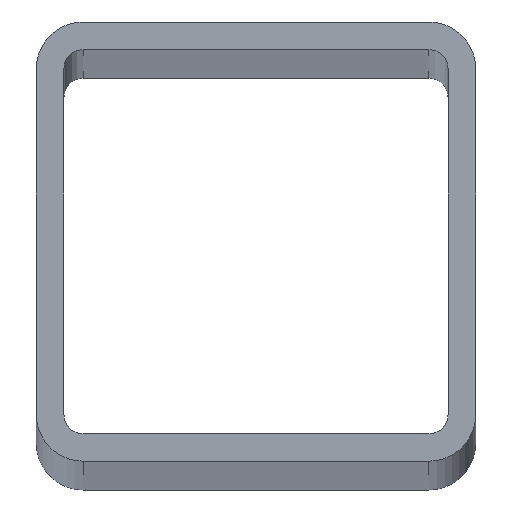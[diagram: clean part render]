
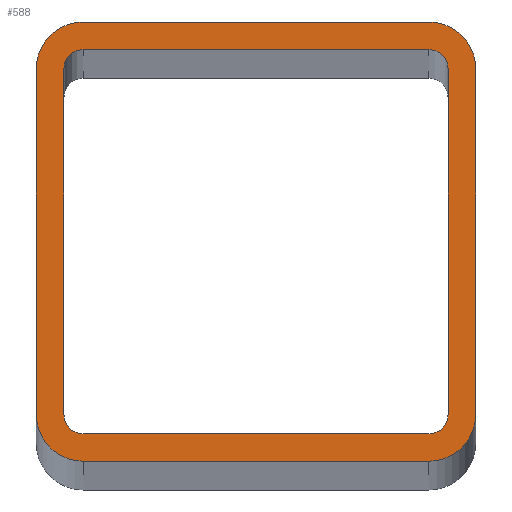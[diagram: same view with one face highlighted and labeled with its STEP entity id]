
A CAD part, top view. The second image highlights one B-rep face of the part: STEP entity #588.
In plain terms, the highlighted planar face has unit normal (0, 0, 1).
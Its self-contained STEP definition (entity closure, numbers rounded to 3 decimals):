
#3 = EDGE_CURVE ( 'NONE', #440, #137, #425, .T. ) ;
#5 = CIRCLE ( 'NONE', #392, 3.5 ) ;
#9 = DIRECTION ( 'NONE',  ( -1., 0., 0. ) ) ;
#18 = LINE ( 'NONE', #334, #66 ) ;
#20 = CIRCLE ( 'NONE', #77, 3.5 ) ;
#22 = ORIENTED_EDGE ( 'NONE', *, *, #285, .T. ) ;
#23 = CARTESIAN_POINT ( 'NONE',  ( -40., 31.5, 3000. ) ) ;
#27 = EDGE_CURVE ( 'NONE', #512, #440, #5, .T. ) ;
#33 = CARTESIAN_POINT ( 'NONE',  ( 31.5, -31.5, 3000. ) ) ;
#39 = VERTEX_POINT ( 'NONE', #206 ) ;
#48 = CARTESIAN_POINT ( 'NONE',  ( -40., -31.5, 3000. ) ) ;
#50 = CARTESIAN_POINT ( 'NONE',  ( -31.5, 31.5, 3000. ) ) ;
#54 = DIRECTION ( 'NONE',  ( 0., 0., 1. ) ) ;
#66 = VECTOR ( 'NONE', #526, 1000. ) ;
#69 = VERTEX_POINT ( 'NONE', #97 ) ;
#72 = EDGE_CURVE ( 'NONE', #305, #162, #533, .T. ) ;
#73 = VERTEX_POINT ( 'NONE', #159 ) ;
#74 = CARTESIAN_POINT ( 'NONE',  ( -31.5, -40., 3000. ) ) ;
#75 = CARTESIAN_POINT ( 'NONE',  ( 31.5, 40., 3000. ) ) ;
#77 = AXIS2_PLACEMENT_3D ( 'NONE', #148, #100, #235 ) ;
#81 = CARTESIAN_POINT ( 'NONE',  ( 35., -31.5, 3000. ) ) ;
#83 = EDGE_CURVE ( 'NONE', #69, #618, #132, .T. ) ;
#97 = CARTESIAN_POINT ( 'NONE',  ( 40., 31.5, 3000. ) ) ;
#99 = ORIENTED_EDGE ( 'NONE', *, *, #3, .F. ) ;
#100 = DIRECTION ( 'NONE',  ( 0., 0., 1. ) ) ;
#101 = CARTESIAN_POINT ( 'NONE',  ( 31.5, 31.5, 3000. ) ) ;
#108 = CARTESIAN_POINT ( 'NONE',  ( 40., 31.5, 3000. ) ) ;
#117 = VERTEX_POINT ( 'NONE', #400 ) ;
#119 = CARTESIAN_POINT ( 'NONE',  ( -35., 31.5, 3000. ) ) ;
#123 = DIRECTION ( 'NONE',  ( -1., 0., 0. ) ) ;
#125 = CARTESIAN_POINT ( 'NONE',  ( -31.5, -31.5, 3000. ) ) ;
#132 = CIRCLE ( 'NONE', #511, 8.5 ) ;
#134 = VECTOR ( 'NONE', #387, 1000. ) ;
#137 = VERTEX_POINT ( 'NONE', #177 ) ;
#140 = EDGE_CURVE ( 'NONE', #162, #301, #356, .T. ) ;
#147 = CARTESIAN_POINT ( 'NONE',  ( 35., 31.5, 3000. ) ) ;
#148 = CARTESIAN_POINT ( 'NONE',  ( 31.5, 31.5, 3000. ) ) ;
#151 = DIRECTION ( 'NONE',  ( 0., -1., 0. ) ) ;
#154 = VERTEX_POINT ( 'NONE', #81 ) ;
#157 = EDGE_LOOP ( 'NONE', ( #22, #242, #283, #436, #197, #431, #485, #587 ) ) ;
#159 = CARTESIAN_POINT ( 'NONE',  ( 40., -31.5, 3000. ) ) ;
#162 = VERTEX_POINT ( 'NONE', #319 ) ;
#164 = CARTESIAN_POINT ( 'NONE',  ( -31.5, 35., 3000. ) ) ;
#166 = FACE_OUTER_BOUND ( 'NONE', #157, .T. ) ;
#167 = ORIENTED_EDGE ( 'NONE', *, *, #246, .F. ) ;
#168 = CARTESIAN_POINT ( 'NONE',  ( -31.5, 35., 3000. ) ) ;
#177 = CARTESIAN_POINT ( 'NONE',  ( -35., -31.5, 3000. ) ) ;
#178 = FACE_BOUND ( 'NONE', #248, .T. ) ;
#181 = ORIENTED_EDGE ( 'NONE', *, *, #494, .F. ) ;
#193 = ORIENTED_EDGE ( 'NONE', *, *, #313, .F. ) ;
#194 = DIRECTION ( 'NONE',  ( 0., 0., 1. ) ) ;
#195 = DIRECTION ( 'NONE',  ( 0., 0., 1. ) ) ;
#197 = ORIENTED_EDGE ( 'NONE', *, *, #349, .T. ) ;
#201 = CARTESIAN_POINT ( 'NONE',  ( -31.5, -31.5, 3000. ) ) ;
#206 = CARTESIAN_POINT ( 'NONE',  ( 31.5, 35., 3000. ) ) ;
#211 = AXIS2_PLACEMENT_3D ( 'NONE', #478, #195, #239 ) ;
#212 = CARTESIAN_POINT ( 'NONE',  ( -31.5, 40., 3000. ) ) ;
#215 = LINE ( 'NONE', #212, #230 ) ;
#217 = DIRECTION ( 'NONE',  ( 0., 0., 1. ) ) ;
#223 = AXIS2_PLACEMENT_3D ( 'NONE', #125, #306, #444 ) ;
#230 = VECTOR ( 'NONE', #393, 1000. ) ;
#235 = DIRECTION ( 'NONE',  ( 1., 0., 0. ) ) ;
#239 = DIRECTION ( 'NONE',  ( 1., 0., 0. ) ) ;
#242 = ORIENTED_EDGE ( 'NONE', *, *, #462, .T. ) ;
#246 = EDGE_CURVE ( 'NONE', #516, #154, #502, .T. ) ;
#248 = EDGE_LOOP ( 'NONE', ( #448, #279, #438, #193, #167, #259, #181, #99 ) ) ;
#249 = LINE ( 'NONE', #23, #315 ) ;
#250 = VERTEX_POINT ( 'NONE', #560 ) ;
#259 = ORIENTED_EDGE ( 'NONE', *, *, #559, .F. ) ;
#260 = LINE ( 'NONE', #168, #134 ) ;
#263 = AXIS2_PLACEMENT_3D ( 'NONE', #611, #194, #9 ) ;
#266 = DIRECTION ( 'NONE',  ( 1., 0., 0. ) ) ;
#275 = CARTESIAN_POINT ( 'NONE',  ( -31.5, -35., 3000. ) ) ;
#279 = ORIENTED_EDGE ( 'NONE', *, *, #424, .F. ) ;
#283 = ORIENTED_EDGE ( 'NONE', *, *, #72, .T. ) ;
#285 = EDGE_CURVE ( 'NONE', #117, #250, #454, .T. ) ;
#286 = DIRECTION ( 'NONE',  ( 1., 0., 0. ) ) ;
#289 = AXIS2_PLACEMENT_3D ( 'NONE', #33, #558, #461 ) ;
#301 = VERTEX_POINT ( 'NONE', #323 ) ;
#305 = VERTEX_POINT ( 'NONE', #48 ) ;
#306 = DIRECTION ( 'NONE',  ( 0., 0., 1. ) ) ;
#308 = EDGE_CURVE ( 'NONE', #602, #39, #20, .T. ) ;
#312 = CIRCLE ( 'NONE', #211, 8.5 ) ;
#313 = EDGE_CURVE ( 'NONE', #154, #602, #427, .T. ) ;
#315 = VECTOR ( 'NONE', #542, 1000. ) ;
#319 = CARTESIAN_POINT ( 'NONE',  ( -31.5, -40., 3000. ) ) ;
#323 = CARTESIAN_POINT ( 'NONE',  ( 31.5, -40., 3000. ) ) ;
#327 = VECTOR ( 'NONE', #390, 1000. ) ;
#334 = CARTESIAN_POINT ( 'NONE',  ( -31.5, -35., 3000. ) ) ;
#342 = CARTESIAN_POINT ( 'NONE',  ( 31.5, -35., 3000. ) ) ;
#344 = CARTESIAN_POINT ( 'NONE',  ( 35., 31.5, 3000. ) ) ;
#345 = LINE ( 'NONE', #108, #327 ) ;
#347 = VECTOR ( 'NONE', #151, 1000. ) ;
#348 = VERTEX_POINT ( 'NONE', #275 ) ;
#349 = EDGE_CURVE ( 'NONE', #301, #73, #312, .T. ) ;
#356 = LINE ( 'NONE', #74, #571 ) ;
#374 = CARTESIAN_POINT ( 'NONE',  ( -35., 31.5, 3000. ) ) ;
#387 = DIRECTION ( 'NONE',  ( -1., 0., 0. ) ) ;
#390 = DIRECTION ( 'NONE',  ( 0., 1., 0. ) ) ;
#392 = AXIS2_PLACEMENT_3D ( 'NONE', #50, #54, #543 ) ;
#393 = DIRECTION ( 'NONE',  ( -1., 0., 0. ) ) ;
#395 = PLANE ( 'NONE',  #503 ) ;
#400 = CARTESIAN_POINT ( 'NONE',  ( -31.5, 40., 3000. ) ) ;
#413 = AXIS2_PLACEMENT_3D ( 'NONE', #201, #525, #434 ) ;
#419 = VECTOR ( 'NONE', #473, 1000. ) ;
#424 = EDGE_CURVE ( 'NONE', #39, #512, #260, .T. ) ;
#425 = LINE ( 'NONE', #374, #347 ) ;
#427 = LINE ( 'NONE', #147, #419 ) ;
#428 = EDGE_CURVE ( 'NONE', #73, #69, #345, .T. ) ;
#431 = ORIENTED_EDGE ( 'NONE', *, *, #428, .T. ) ;
#434 = DIRECTION ( 'NONE',  ( -1., 0., 0. ) ) ;
#436 = ORIENTED_EDGE ( 'NONE', *, *, #140, .T. ) ;
#438 = ORIENTED_EDGE ( 'NONE', *, *, #308, .F. ) ;
#440 = VERTEX_POINT ( 'NONE', #119 ) ;
#444 = DIRECTION ( 'NONE',  ( -1., 0., 0. ) ) ;
#448 = ORIENTED_EDGE ( 'NONE', *, *, #27, .F. ) ;
#454 = CIRCLE ( 'NONE', #263, 8.5 ) ;
#461 = DIRECTION ( 'NONE',  ( 1., 0., 0. ) ) ;
#462 = EDGE_CURVE ( 'NONE', #250, #305, #249, .T. ) ;
#473 = DIRECTION ( 'NONE',  ( 0., 1., 0. ) ) ;
#478 = CARTESIAN_POINT ( 'NONE',  ( 31.5, -31.5, 3000. ) ) ;
#484 = CIRCLE ( 'NONE', #223, 3.5 ) ;
#485 = ORIENTED_EDGE ( 'NONE', *, *, #83, .T. ) ;
#494 = EDGE_CURVE ( 'NONE', #137, #348, #484, .T. ) ;
#502 = CIRCLE ( 'NONE', #289, 3.5 ) ;
#503 = AXIS2_PLACEMENT_3D ( 'NONE', #597, #599, #123 ) ;
#511 = AXIS2_PLACEMENT_3D ( 'NONE', #101, #217, #286 ) ;
#512 = VERTEX_POINT ( 'NONE', #164 ) ;
#515 = EDGE_CURVE ( 'NONE', #618, #117, #215, .T. ) ;
#516 = VERTEX_POINT ( 'NONE', #342 ) ;
#525 = DIRECTION ( 'NONE',  ( 0., 0., 1. ) ) ;
#526 = DIRECTION ( 'NONE',  ( 1., 0., 0. ) ) ;
#533 = CIRCLE ( 'NONE', #413, 8.5 ) ;
#542 = DIRECTION ( 'NONE',  ( 0., -1., 0. ) ) ;
#543 = DIRECTION ( 'NONE',  ( -1., 0., 0. ) ) ;
#558 = DIRECTION ( 'NONE',  ( 0., 0., 1. ) ) ;
#559 = EDGE_CURVE ( 'NONE', #348, #516, #18, .T. ) ;
#560 = CARTESIAN_POINT ( 'NONE',  ( -40., 31.5, 3000. ) ) ;
#571 = VECTOR ( 'NONE', #266, 1000. ) ;
#587 = ORIENTED_EDGE ( 'NONE', *, *, #515, .T. ) ;
#588 = ADVANCED_FACE ( 'NONE', ( #166, #178 ), #395, .F. ) ;
#597 = CARTESIAN_POINT ( 'NONE',  ( -31.5, 31.5, 3000. ) ) ;
#599 = DIRECTION ( 'NONE',  ( 0., 0., -1. ) ) ;
#602 = VERTEX_POINT ( 'NONE', #344 ) ;
#611 = CARTESIAN_POINT ( 'NONE',  ( -31.5, 31.5, 3000. ) ) ;
#618 = VERTEX_POINT ( 'NONE', #75 ) ;
